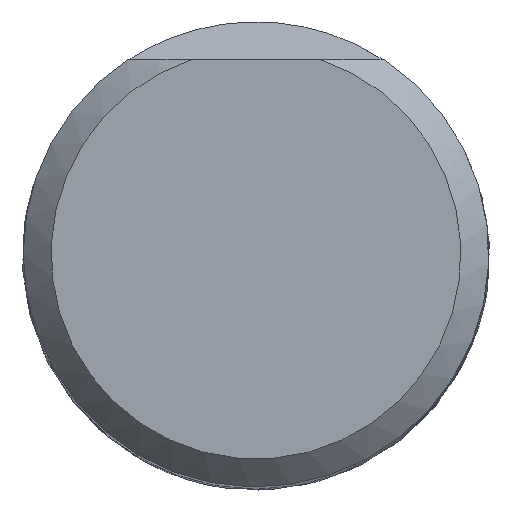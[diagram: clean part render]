
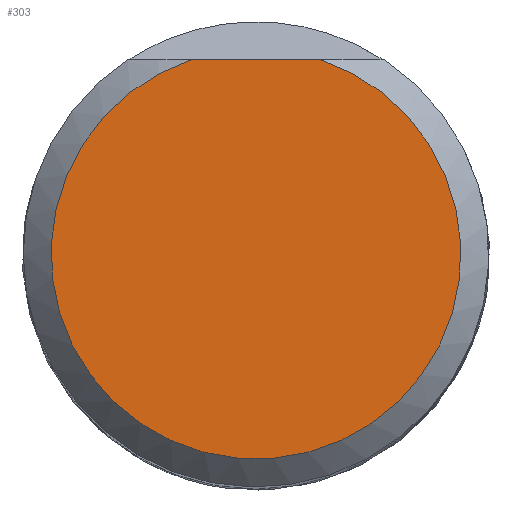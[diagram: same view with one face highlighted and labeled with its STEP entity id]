
A CAD part, top view. The second image highlights one B-rep face of the part: STEP entity #303.
In plain terms, the highlighted planar face has unit normal (0, 0, 1).
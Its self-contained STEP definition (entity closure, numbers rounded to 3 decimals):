
#88=LINE('',#5818,#96);
#96=VECTOR('',#560,1.);
#120=PLANE('',#475);
#127=FACE_OUTER_BOUND('',#161,.T.);
#161=EDGE_LOOP('',(#198,#199));
#198=ORIENTED_EDGE('',*,*,#243,.F.);
#199=ORIENTED_EDGE('',*,*,#244,.F.);
#243=EDGE_CURVE('',#358,#359,#88,.T.);
#244=EDGE_CURVE('',#359,#358,#272,.T.);
#272=CIRCLE('',#474,10.997);
#303=ADVANCED_FACE('CU_SU3',(#127),#120,.F.);
#358=VERTEX_POINT('',#5819);
#359=VERTEX_POINT('',#5820);
#474=AXIS2_PLACEMENT_3D('',#5821,#561,#562);
#475=AXIS2_PLACEMENT_3D('',#5822,#563,#564);
#560=DIRECTION('',(1.,0.,0.));
#561=DIRECTION('',(0.,0.,-1.));
#562=DIRECTION('',(-1.,0.,0.));
#563=DIRECTION('',(0.,0.,-1.));
#564=DIRECTION('',(-1.,0.,0.));
#5818=CARTESIAN_POINT('',(0.,10.435,0.));
#5819=CARTESIAN_POINT('',(-3.47,10.435,0.));
#5820=CARTESIAN_POINT('',(3.47,10.435,0.));
#5821=CARTESIAN_POINT('',(0.,0.,0.));
#5822=CARTESIAN_POINT('',(0.,0.,0.));
